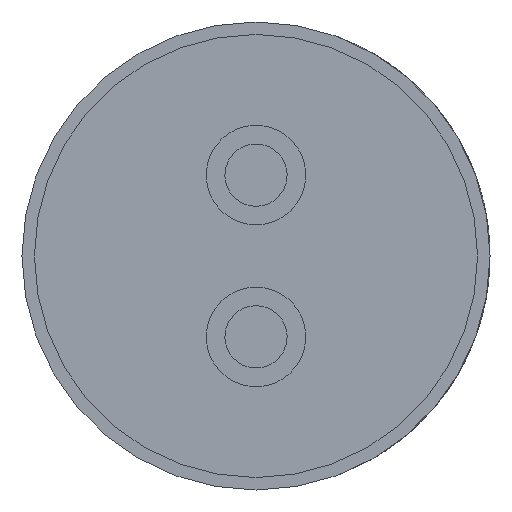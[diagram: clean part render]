
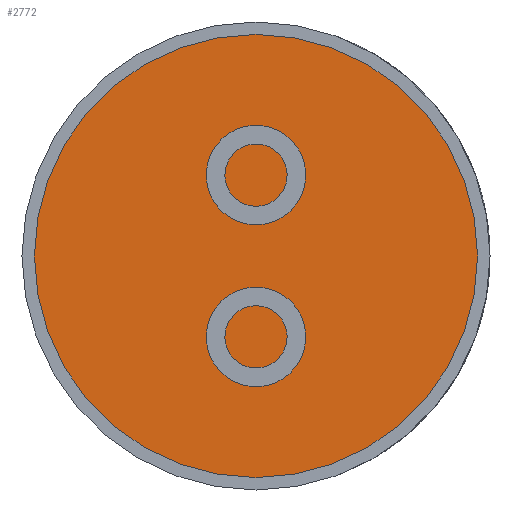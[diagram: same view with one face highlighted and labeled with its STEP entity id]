
A CAD part, front view. The second image highlights one B-rep face of the part: STEP entity #2772.
In plain terms, the highlighted planar face has unit normal (0, -1, 0).
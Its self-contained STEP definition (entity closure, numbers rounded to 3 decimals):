
#136 = CARTESIAN_POINT ( 'NONE',  ( 0., 3., 17.8 ) ) ;
#167 = EDGE_CURVE ( 'NONE', #3822, #1595, #1737, .T. ) ;
#168 = ORIENTED_EDGE ( 'NONE', *, *, #167, .T. ) ;
#241 = DIRECTION ( 'NONE',  ( 0., 0., -1. ) ) ;
#362 = DIRECTION ( 'NONE',  ( 0., 0., -1. ) ) ;
#610 = CARTESIAN_POINT ( 'NONE',  ( 0., 3., 0. ) ) ;
#746 = EDGE_LOOP ( 'NONE', ( #168, #2651 ) ) ;
#835 = DIRECTION ( 'NONE',  ( 0., -1., 0. ) ) ;
#1173 = CARTESIAN_POINT ( 'NONE',  ( 0., 3., 0. ) ) ;
#1245 = FACE_OUTER_BOUND ( 'NONE', #746, .T. ) ;
#1274 = PLANE ( 'NONE',  #1798 ) ;
#1327 = CARTESIAN_POINT ( 'NONE',  ( 0., 3., 0. ) ) ;
#1595 = VERTEX_POINT ( 'NONE', #136 ) ;
#1737 = CIRCLE ( 'NONE', #2897, 17.8 ) ;
#1798 = AXIS2_PLACEMENT_3D ( 'NONE', #1327, #4081, #241 ) ;
#1931 = AXIS2_PLACEMENT_3D ( 'NONE', #610, #2493, #362 ) ;
#2493 = DIRECTION ( 'NONE',  ( 0., -1., 0. ) ) ;
#2651 = ORIENTED_EDGE ( 'NONE', *, *, #4351, .T. ) ;
#2772 = ADVANCED_FACE ( 'NONE', ( #1245 ), #1274, .T. ) ;
#2791 = CIRCLE ( 'NONE', #1931, 17.8 ) ;
#2897 = AXIS2_PLACEMENT_3D ( 'NONE', #1173, #835, #3982 ) ;
#3437 = CARTESIAN_POINT ( 'NONE',  ( 0., 3., -17.8 ) ) ;
#3822 = VERTEX_POINT ( 'NONE', #3437 ) ;
#3982 = DIRECTION ( 'NONE',  ( 0., 0., -1. ) ) ;
#4081 = DIRECTION ( 'NONE',  ( 0., -1., 0. ) ) ;
#4351 = EDGE_CURVE ( 'NONE', #1595, #3822, #2791, .T. ) ;
